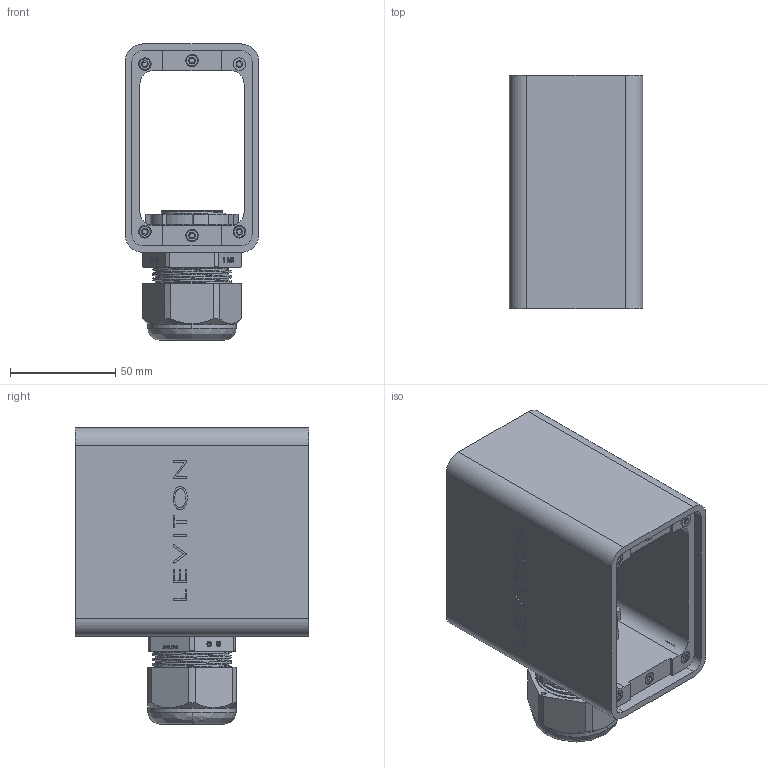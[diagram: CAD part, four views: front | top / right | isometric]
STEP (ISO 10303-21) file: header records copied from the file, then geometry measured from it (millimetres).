
FILE_DESCRIPTION (( 'STEP AP203' ), '1' );
FILE_NAME ('ORC6407-M01.STEP', '2025-05-28T13:09:50', ( '' ), ( '' ), 'SwSTEP 2.0', 'SolidWorks 2024', '' );
FILE_SCHEMA (( 'CONFIG_CONTROL_DESIGN' ));
Products named in the file (1): ORC6407-M01
Bounding box: 63.5 x 111.12 x 140.84 mm (x, y, z)
Surface area: 106321.9 mm2 (no closed solid volume)
Topology: 0 solids, 15 shells, 1834 faces, 5255 edges, 3479 vertices
Faces by surface type: plane 852, bspline 509, cylinder 248, cone 225
Entity records: 88602 total; most frequent: CARTESIAN_POINT 46684, ORIENTED_EDGE 10500, DIRECTION 6304, EDGE_CURVE 5251, VERTEX_POINT 3479, B_SPLINE_CURVE_WITH_KNOTS 2213, AXIS2_PLACEMENT_3D 2150, VECTOR 2004
